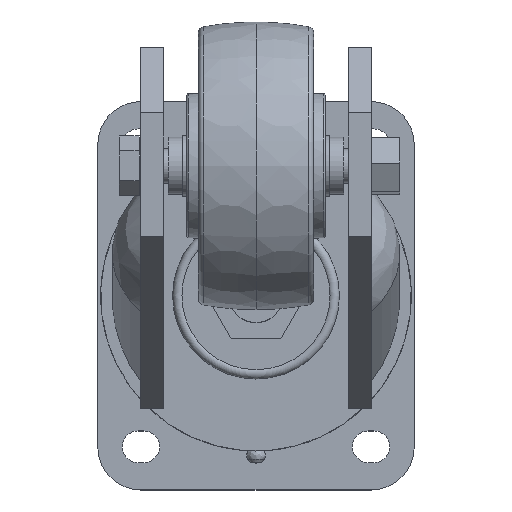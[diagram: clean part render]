
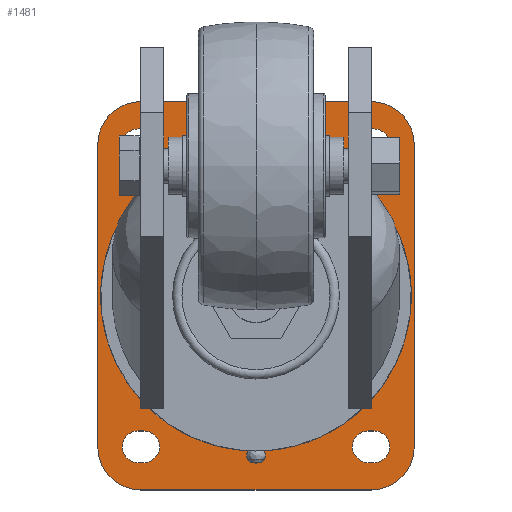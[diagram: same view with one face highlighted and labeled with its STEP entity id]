
A CAD part, top view. The second image highlights one B-rep face of the part: STEP entity #1481.
In plain terms, the highlighted planar face has unit normal (0, 0, 1).
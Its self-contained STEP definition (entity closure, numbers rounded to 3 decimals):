
#1481=ADVANCED_FACE('',(#4764,#4765,#4766,#4767,#4768,#2552),#2174,.T.);
#2174=PLANE('',#12282);
#2552=FACE_OUTER_BOUND('',#4967,.T.);
#3194=LINE('',#15152,#3878);
#3195=LINE('',#15157,#3879);
#3196=LINE('',#15160,#3880);
#3197=LINE('',#15165,#3881);
#3198=LINE('',#15168,#3882);
#3199=LINE('',#15173,#3883);
#3200=LINE('',#15176,#3884);
#3201=LINE('',#15181,#3885);
#3202=LINE('',#15184,#3886);
#3203=LINE('',#15189,#3887);
#3204=LINE('',#15193,#3888);
#3205=LINE('',#15197,#3889);
#3878=VECTOR('',#12937,1.);
#3879=VECTOR('',#12940,1.);
#3880=VECTOR('',#12943,1.);
#3881=VECTOR('',#12946,1.);
#3882=VECTOR('',#12949,1.);
#3883=VECTOR('',#12952,1.);
#3884=VECTOR('',#12955,1.);
#3885=VECTOR('',#12958,1.);
#3886=VECTOR('',#12961,1.);
#3887=VECTOR('',#12964,1.);
#3888=VECTOR('',#12967,1.);
#3889=VECTOR('',#12970,1.);
#4764=FACE_BOUND('',#4962,.T.);
#4765=FACE_BOUND('',#4963,.T.);
#4766=FACE_BOUND('',#4964,.T.);
#4767=FACE_BOUND('',#4965,.T.);
#4768=FACE_BOUND('',#4966,.T.);
#4962=EDGE_LOOP('',(#5801));
#4963=EDGE_LOOP('',(#5802,#5803,#5804,#5805));
#4964=EDGE_LOOP('',(#5806,#5807,#5808,#5809));
#4965=EDGE_LOOP('',(#5810,#5811,#5812,#5813));
#4966=EDGE_LOOP('',(#5814,#5815,#5816,#5817));
#4967=EDGE_LOOP('',(#5818,#5819,#5820,#5821,#5822,#5823,#5824,#5825));
#5801=ORIENTED_EDGE('',*,*,#10382,.F.);
#5802=ORIENTED_EDGE('',*,*,#10383,.T.);
#5803=ORIENTED_EDGE('',*,*,#10384,.F.);
#5804=ORIENTED_EDGE('',*,*,#10385,.F.);
#5805=ORIENTED_EDGE('',*,*,#10386,.F.);
#5806=ORIENTED_EDGE('',*,*,#10387,.T.);
#5807=ORIENTED_EDGE('',*,*,#10388,.F.);
#5808=ORIENTED_EDGE('',*,*,#10389,.F.);
#5809=ORIENTED_EDGE('',*,*,#10390,.F.);
#5810=ORIENTED_EDGE('',*,*,#10391,.T.);
#5811=ORIENTED_EDGE('',*,*,#10392,.F.);
#5812=ORIENTED_EDGE('',*,*,#10393,.F.);
#5813=ORIENTED_EDGE('',*,*,#10394,.F.);
#5814=ORIENTED_EDGE('',*,*,#10395,.T.);
#5815=ORIENTED_EDGE('',*,*,#10396,.F.);
#5816=ORIENTED_EDGE('',*,*,#10397,.F.);
#5817=ORIENTED_EDGE('',*,*,#10398,.F.);
#5818=ORIENTED_EDGE('',*,*,#10399,.F.);
#5819=ORIENTED_EDGE('',*,*,#10400,.T.);
#5820=ORIENTED_EDGE('',*,*,#10401,.F.);
#5821=ORIENTED_EDGE('',*,*,#10402,.T.);
#5822=ORIENTED_EDGE('',*,*,#10403,.F.);
#5823=ORIENTED_EDGE('',*,*,#10404,.T.);
#5824=ORIENTED_EDGE('',*,*,#10405,.F.);
#5825=ORIENTED_EDGE('',*,*,#10406,.T.);
#9223=VERTEX_POINT('',#15151);
#9224=VERTEX_POINT('',#15153);
#9225=VERTEX_POINT('',#15154);
#9226=VERTEX_POINT('',#15156);
#9227=VERTEX_POINT('',#15158);
#9228=VERTEX_POINT('',#15161);
#9229=VERTEX_POINT('',#15162);
#9230=VERTEX_POINT('',#15164);
#9231=VERTEX_POINT('',#15166);
#9232=VERTEX_POINT('',#15169);
#9233=VERTEX_POINT('',#15170);
#9234=VERTEX_POINT('',#15172);
#9235=VERTEX_POINT('',#15174);
#9236=VERTEX_POINT('',#15177);
#9237=VERTEX_POINT('',#15178);
#9238=VERTEX_POINT('',#15180);
#9239=VERTEX_POINT('',#15182);
#9240=VERTEX_POINT('',#15185);
#9241=VERTEX_POINT('',#15186);
#9242=VERTEX_POINT('',#15188);
#9243=VERTEX_POINT('',#15190);
#9244=VERTEX_POINT('',#15192);
#9245=VERTEX_POINT('',#15194);
#9246=VERTEX_POINT('',#15196);
#9247=VERTEX_POINT('',#15198);
#10382=EDGE_CURVE('',#9223,#9223,#12093,.T.);
#10383=EDGE_CURVE('',#9224,#9225,#3194,.T.);
#10384=EDGE_CURVE('',#9226,#9225,#12094,.T.);
#10385=EDGE_CURVE('',#9227,#9226,#3195,.T.);
#10386=EDGE_CURVE('',#9224,#9227,#12095,.T.);
#10387=EDGE_CURVE('',#9228,#9229,#3196,.T.);
#10388=EDGE_CURVE('',#9230,#9229,#12096,.T.);
#10389=EDGE_CURVE('',#9231,#9230,#3197,.T.);
#10390=EDGE_CURVE('',#9228,#9231,#12097,.T.);
#10391=EDGE_CURVE('',#9232,#9233,#3198,.T.);
#10392=EDGE_CURVE('',#9234,#9233,#12098,.T.);
#10393=EDGE_CURVE('',#9235,#9234,#3199,.T.);
#10394=EDGE_CURVE('',#9232,#9235,#12099,.T.);
#10395=EDGE_CURVE('',#9236,#9237,#3200,.T.);
#10396=EDGE_CURVE('',#9238,#9237,#12100,.T.);
#10397=EDGE_CURVE('',#9239,#9238,#3201,.T.);
#10398=EDGE_CURVE('',#9236,#9239,#12101,.T.);
#10399=EDGE_CURVE('',#9240,#9241,#3202,.T.);
#10400=EDGE_CURVE('',#9240,#9242,#12102,.T.);
#10401=EDGE_CURVE('',#9243,#9242,#3203,.T.);
#10402=EDGE_CURVE('',#9243,#9244,#12103,.T.);
#10403=EDGE_CURVE('',#9245,#9244,#3204,.T.);
#10404=EDGE_CURVE('',#9245,#9246,#12104,.T.);
#10405=EDGE_CURVE('',#9247,#9246,#3205,.T.);
#10406=EDGE_CURVE('',#9247,#9241,#12105,.T.);
#12093=CIRCLE('',#12269,47.5);
#12094=CIRCLE('',#12270,5.5);
#12095=CIRCLE('',#12271,5.5);
#12096=CIRCLE('',#12272,5.5);
#12097=CIRCLE('',#12273,5.5);
#12098=CIRCLE('',#12274,5.5);
#12099=CIRCLE('',#12275,5.5);
#12100=CIRCLE('',#12276,5.5);
#12101=CIRCLE('',#12277,5.5);
#12102=CIRCLE('',#12278,15.);
#12103=CIRCLE('',#12279,15.);
#12104=CIRCLE('',#12280,15.);
#12105=CIRCLE('',#12281,15.);
#12269=AXIS2_PLACEMENT_3D('',#15150,#12935,#12936);
#12270=AXIS2_PLACEMENT_3D('',#15155,#12938,#12939);
#12271=AXIS2_PLACEMENT_3D('',#15159,#12941,#12942);
#12272=AXIS2_PLACEMENT_3D('',#15163,#12944,#12945);
#12273=AXIS2_PLACEMENT_3D('',#15167,#12947,#12948);
#12274=AXIS2_PLACEMENT_3D('',#15171,#12950,#12951);
#12275=AXIS2_PLACEMENT_3D('',#15175,#12953,#12954);
#12276=AXIS2_PLACEMENT_3D('',#15179,#12956,#12957);
#12277=AXIS2_PLACEMENT_3D('',#15183,#12959,#12960);
#12278=AXIS2_PLACEMENT_3D('',#15187,#12962,#12963);
#12279=AXIS2_PLACEMENT_3D('',#15191,#12965,#12966);
#12280=AXIS2_PLACEMENT_3D('',#15195,#12968,#12969);
#12281=AXIS2_PLACEMENT_3D('',#15199,#12971,#12972);
#12282=AXIS2_PLACEMENT_3D('',#15200,#12973,#12974);
#12935=DIRECTION('',(0.,0.,1.));
#12936=DIRECTION('',(0.,1.,0.));
#12937=DIRECTION('',(-1.,0.,0.));
#12938=DIRECTION('',(0.,0.,1.));
#12939=DIRECTION('',(0.,1.,0.));
#12940=DIRECTION('',(-1.,0.,0.));
#12941=DIRECTION('',(0.,0.,1.));
#12942=DIRECTION('',(0.,1.,0.));
#12943=DIRECTION('',(-1.,0.,0.));
#12944=DIRECTION('',(0.,0.,1.));
#12945=DIRECTION('',(0.,1.,0.));
#12946=DIRECTION('',(-1.,0.,0.));
#12947=DIRECTION('',(0.,0.,1.));
#12948=DIRECTION('',(0.,1.,0.));
#12949=DIRECTION('',(-1.,0.,0.));
#12950=DIRECTION('',(0.,0.,1.));
#12951=DIRECTION('',(0.,1.,0.));
#12952=DIRECTION('',(-1.,0.,0.));
#12953=DIRECTION('',(0.,0.,1.));
#12954=DIRECTION('',(0.,1.,0.));
#12955=DIRECTION('',(-1.,0.,0.));
#12956=DIRECTION('',(0.,0.,1.));
#12957=DIRECTION('',(0.,1.,0.));
#12958=DIRECTION('',(-1.,0.,0.));
#12959=DIRECTION('',(0.,0.,1.));
#12960=DIRECTION('',(0.,1.,0.));
#12961=DIRECTION('',(-1.,0.,0.));
#12962=DIRECTION('',(0.,0.,1.));
#12963=DIRECTION('',(0.,1.,0.));
#12964=DIRECTION('',(0.,-1.,0.));
#12965=DIRECTION('',(0.,0.,1.));
#12966=DIRECTION('',(0.,1.,0.));
#12967=DIRECTION('',(1.,0.,0.));
#12968=DIRECTION('',(0.,0.,1.));
#12969=DIRECTION('',(0.,1.,0.));
#12970=DIRECTION('',(0.,1.,0.));
#12971=DIRECTION('',(0.,0.,1.));
#12972=DIRECTION('',(0.,1.,0.));
#12973=DIRECTION('',(0.,0.,1.));
#12974=DIRECTION('',(0.,1.,0.));
#15150=CARTESIAN_POINT('',(0.,-45.,-91.5));
#15151=CARTESIAN_POINT('',(0.,2.5,-91.5));
#15152=CARTESIAN_POINT('',(40.,-103.,-91.5));
#15153=CARTESIAN_POINT('',(41.,-103.,-91.5));
#15154=CARTESIAN_POINT('',(39.,-103.,-91.5));
#15155=CARTESIAN_POINT('',(39.,-97.5,-91.5));
#15156=CARTESIAN_POINT('',(39.,-92.,-91.5));
#15157=CARTESIAN_POINT('',(40.,-92.,-91.5));
#15158=CARTESIAN_POINT('',(41.,-92.,-91.5));
#15159=CARTESIAN_POINT('',(41.,-97.5,-91.5));
#15160=CARTESIAN_POINT('',(-40.,-103.,-91.5));
#15161=CARTESIAN_POINT('',(-39.,-103.,-91.5));
#15162=CARTESIAN_POINT('',(-41.,-103.,-91.5));
#15163=CARTESIAN_POINT('',(-41.,-97.5,-91.5));
#15164=CARTESIAN_POINT('',(-41.,-92.,-91.5));
#15165=CARTESIAN_POINT('',(-40.,-92.,-91.5));
#15166=CARTESIAN_POINT('',(-39.,-92.,-91.5));
#15167=CARTESIAN_POINT('',(-39.,-97.5,-91.5));
#15168=CARTESIAN_POINT('',(40.,2.,-91.5));
#15169=CARTESIAN_POINT('',(41.,2.,-91.5));
#15170=CARTESIAN_POINT('',(39.,2.,-91.5));
#15171=CARTESIAN_POINT('',(39.,7.5,-91.5));
#15172=CARTESIAN_POINT('',(39.,13.,-91.5));
#15173=CARTESIAN_POINT('',(40.,13.,-91.5));
#15174=CARTESIAN_POINT('',(41.,13.,-91.5));
#15175=CARTESIAN_POINT('',(41.,7.5,-91.5));
#15176=CARTESIAN_POINT('',(-40.,2.,-91.5));
#15177=CARTESIAN_POINT('',(-39.,2.,-91.5));
#15178=CARTESIAN_POINT('',(-41.,2.,-91.5));
#15179=CARTESIAN_POINT('',(-41.,7.5,-91.5));
#15180=CARTESIAN_POINT('',(-41.,13.,-91.5));
#15181=CARTESIAN_POINT('',(-40.,13.,-91.5));
#15182=CARTESIAN_POINT('',(-39.,13.,-91.5));
#15183=CARTESIAN_POINT('',(-39.,7.5,-91.5));
#15184=CARTESIAN_POINT('',(0.,-112.5,-91.5));
#15185=CARTESIAN_POINT('',(40.,-112.5,-91.5));
#15186=CARTESIAN_POINT('',(-40.,-112.5,-91.5));
#15187=CARTESIAN_POINT('',(40.,-97.5,-91.5));
#15188=CARTESIAN_POINT('',(55.,-97.5,-91.5));
#15189=CARTESIAN_POINT('',(55.,-45.,-91.5));
#15190=CARTESIAN_POINT('',(55.,7.5,-91.5));
#15191=CARTESIAN_POINT('',(40.,7.5,-91.5));
#15192=CARTESIAN_POINT('',(40.,22.5,-91.5));
#15193=CARTESIAN_POINT('',(0.,22.5,-91.5));
#15194=CARTESIAN_POINT('',(-40.,22.5,-91.5));
#15195=CARTESIAN_POINT('',(-40.,7.5,-91.5));
#15196=CARTESIAN_POINT('',(-55.,7.5,-91.5));
#15197=CARTESIAN_POINT('',(-55.,-45.,-91.5));
#15198=CARTESIAN_POINT('',(-55.,-97.5,-91.5));
#15199=CARTESIAN_POINT('',(-40.,-97.5,-91.5));
#15200=CARTESIAN_POINT('',(0.,-45.,-91.5));
